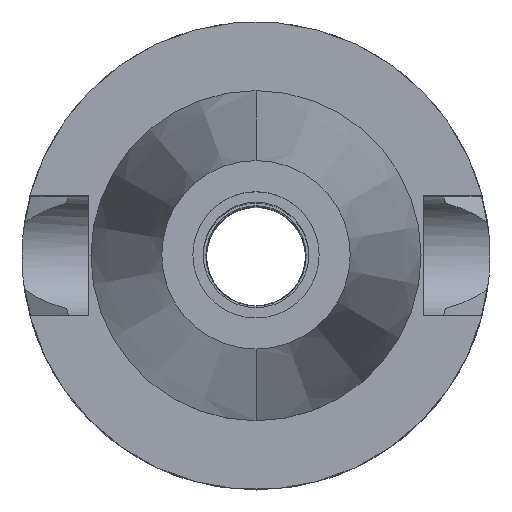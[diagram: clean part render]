
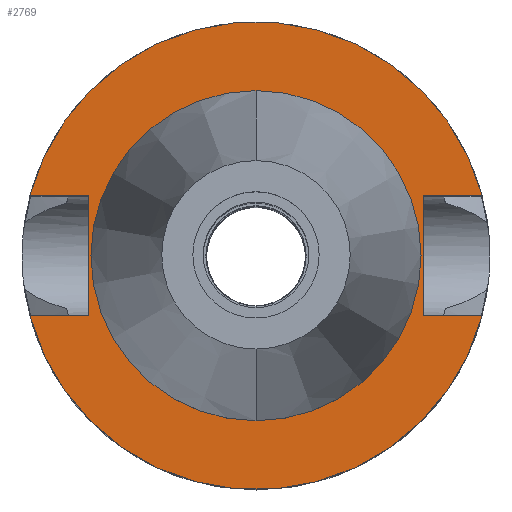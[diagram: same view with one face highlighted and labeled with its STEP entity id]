
A CAD part, top view. The second image highlights one B-rep face of the part: STEP entity #2769.
In plain terms, the highlighted planar face has unit normal (0, 0, 1).
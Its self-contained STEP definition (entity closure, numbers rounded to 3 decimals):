
#27 = CARTESIAN_POINT ( 'NONE',  ( 22.5, 8.05, -2. ) ) ;
#93 = DIRECTION ( 'NONE',  ( 0., 0., 1. ) ) ;
#116 = ORIENTED_EDGE ( 'NONE', *, *, #1782, .F. ) ;
#182 = CIRCLE ( 'NONE', #3235, 31.5 ) ;
#207 = VERTEX_POINT ( 'NONE', #2096 ) ;
#211 = ORIENTED_EDGE ( 'NONE', *, *, #2003, .F. ) ;
#305 = VECTOR ( 'NONE', #3009, 1000. ) ;
#334 = VERTEX_POINT ( 'NONE', #2921 ) ;
#375 = AXIS2_PLACEMENT_3D ( 'NONE', #3511, #93, #1780 ) ;
#404 = VERTEX_POINT ( 'NONE', #3288 ) ;
#438 = LINE ( 'NONE', #2639, #2008 ) ;
#452 = CARTESIAN_POINT ( 'NONE',  ( -22.5, -8.05, -2. ) ) ;
#494 = DIRECTION ( 'NONE',  ( 0., -1., 0. ) ) ;
#499 = CARTESIAN_POINT ( 'NONE',  ( 0., 0., -2. ) ) ;
#501 = LINE ( 'NONE', #1100, #305 ) ;
#507 = ORIENTED_EDGE ( 'NONE', *, *, #1731, .F. ) ;
#661 = CARTESIAN_POINT ( 'NONE',  ( -22.5, 8.05, -2. ) ) ;
#662 = CIRCLE ( 'NONE', #375, 22.225 ) ;
#672 = DIRECTION ( 'NONE',  ( 0., 1., 0. ) ) ;
#673 = DIRECTION ( 'NONE',  ( 0., -1., 0. ) ) ;
#677 = EDGE_CURVE ( 'NONE', #2795, #334, #1833, .T. ) ;
#691 = VECTOR ( 'NONE', #2702, 1000. ) ;
#743 = ORIENTED_EDGE ( 'NONE', *, *, #3382, .T. ) ;
#809 = CARTESIAN_POINT ( 'NONE',  ( 30.454, 8.05, -2. ) ) ;
#870 = VERTEX_POINT ( 'NONE', #27 ) ;
#890 = DIRECTION ( 'NONE',  ( -1., 0., 0. ) ) ;
#980 = DIRECTION ( 'NONE',  ( 0., 0., -1. ) ) ;
#1045 = ORIENTED_EDGE ( 'NONE', *, *, #1769, .F. ) ;
#1064 = VERTEX_POINT ( 'NONE', #2632 ) ;
#1100 = CARTESIAN_POINT ( 'NONE',  ( 22.5, -8.05, -2. ) ) ;
#1204 = CARTESIAN_POINT ( 'NONE',  ( 22.5, -8.05, -2. ) ) ;
#1272 = LINE ( 'NONE', #3536, #691 ) ;
#1390 = CARTESIAN_POINT ( 'NONE',  ( 0., 0., -2. ) ) ;
#1434 = EDGE_LOOP ( 'NONE', ( #1750, #507 ) ) ;
#1512 = ORIENTED_EDGE ( 'NONE', *, *, #2940, .F. ) ;
#1658 = DIRECTION ( 'NONE',  ( 0., 0., 1. ) ) ;
#1698 = CIRCLE ( 'NONE', #2158, 31.5 ) ;
#1731 = EDGE_CURVE ( 'NONE', #2928, #207, #3342, .T. ) ;
#1750 = ORIENTED_EDGE ( 'NONE', *, *, #2315, .F. ) ;
#1752 = AXIS2_PLACEMENT_3D ( 'NONE', #1390, #1658, #2512 ) ;
#1769 = EDGE_CURVE ( 'NONE', #3218, #2931, #501, .T. ) ;
#1780 = DIRECTION ( 'NONE',  ( 0., 1., 0. ) ) ;
#1782 = EDGE_CURVE ( 'NONE', #2931, #404, #1698, .T. ) ;
#1833 = LINE ( 'NONE', #452, #3509 ) ;
#1840 = ORIENTED_EDGE ( 'NONE', *, *, #2741, .T. ) ;
#1938 = LINE ( 'NONE', #3295, #1940 ) ;
#1940 = VECTOR ( 'NONE', #494, 1000. ) ;
#2003 = EDGE_CURVE ( 'NONE', #870, #3218, #1938, .T. ) ;
#2008 = VECTOR ( 'NONE', #3529, 1000. ) ;
#2084 = ORIENTED_EDGE ( 'NONE', *, *, #2229, .F. ) ;
#2096 = CARTESIAN_POINT ( 'NONE',  ( 0., 22.225, -2. ) ) ;
#2115 = CARTESIAN_POINT ( 'NONE',  ( -22.5, -8.05, -2. ) ) ;
#2158 = AXIS2_PLACEMENT_3D ( 'NONE', #2217, #3326, #2449 ) ;
#2217 = CARTESIAN_POINT ( 'NONE',  ( 0., 0., -2. ) ) ;
#2229 = EDGE_CURVE ( 'NONE', #334, #1064, #3388, .T. ) ;
#2315 = EDGE_CURVE ( 'NONE', #207, #2928, #662, .T. ) ;
#2332 = ORIENTED_EDGE ( 'NONE', *, *, #677, .F. ) ;
#2408 = DIRECTION ( 'NONE',  ( 0., 0., -1. ) ) ;
#2448 = VECTOR ( 'NONE', #890, 1000. ) ;
#2449 = DIRECTION ( 'NONE',  ( 0., -1., 0. ) ) ;
#2485 = VERTEX_POINT ( 'NONE', #809 ) ;
#2512 = DIRECTION ( 'NONE',  ( 0., -1., 0. ) ) ;
#2596 = FACE_OUTER_BOUND ( 'NONE', #2999, .T. ) ;
#2632 = CARTESIAN_POINT ( 'NONE',  ( -30.454, 8.05, -2. ) ) ;
#2638 = AXIS2_PLACEMENT_3D ( 'NONE', #3507, #980, #673 ) ;
#2639 = CARTESIAN_POINT ( 'NONE',  ( 22.5, 8.05, -2. ) ) ;
#2702 = DIRECTION ( 'NONE',  ( -1., 0., 0. ) ) ;
#2721 = CARTESIAN_POINT ( 'NONE',  ( 0., -22.225, -2. ) ) ;
#2741 = EDGE_CURVE ( 'NONE', #870, #2485, #438, .T. ) ;
#2769 = ADVANCED_FACE ( 'NONE', ( #2596, #3182 ), #3165, .F. ) ;
#2795 = VERTEX_POINT ( 'NONE', #2115 ) ;
#2921 = CARTESIAN_POINT ( 'NONE',  ( -22.5, 8.05, -2. ) ) ;
#2928 = VERTEX_POINT ( 'NONE', #2721 ) ;
#2931 = VERTEX_POINT ( 'NONE', #3600 ) ;
#2940 = EDGE_CURVE ( 'NONE', #1064, #2485, #182, .T. ) ;
#2999 = EDGE_LOOP ( 'NONE', ( #743, #116, #1045, #211, #1840, #1512, #2084, #2332 ) ) ;
#3009 = DIRECTION ( 'NONE',  ( 1., 0., 0. ) ) ;
#3165 = PLANE ( 'NONE',  #2638 ) ;
#3182 = FACE_BOUND ( 'NONE', #1434, .T. ) ;
#3218 = VERTEX_POINT ( 'NONE', #1204 ) ;
#3235 = AXIS2_PLACEMENT_3D ( 'NONE', #499, #2408, #3546 ) ;
#3288 = CARTESIAN_POINT ( 'NONE',  ( -30.454, -8.05, -2. ) ) ;
#3295 = CARTESIAN_POINT ( 'NONE',  ( 22.5, 8.05, -2. ) ) ;
#3326 = DIRECTION ( 'NONE',  ( 0., 0., -1. ) ) ;
#3342 = CIRCLE ( 'NONE', #1752, 22.225 ) ;
#3382 = EDGE_CURVE ( 'NONE', #2795, #404, #1272, .T. ) ;
#3388 = LINE ( 'NONE', #661, #2448 ) ;
#3507 = CARTESIAN_POINT ( 'NONE',  ( 0., 0., -2. ) ) ;
#3509 = VECTOR ( 'NONE', #672, 1000. ) ;
#3511 = CARTESIAN_POINT ( 'NONE',  ( 0., 0., -2. ) ) ;
#3529 = DIRECTION ( 'NONE',  ( 1., 0., 0. ) ) ;
#3536 = CARTESIAN_POINT ( 'NONE',  ( -22.5, -8.05, -2. ) ) ;
#3546 = DIRECTION ( 'NONE',  ( 0., 1., 0. ) ) ;
#3600 = CARTESIAN_POINT ( 'NONE',  ( 30.454, -8.05, -2. ) ) ;
